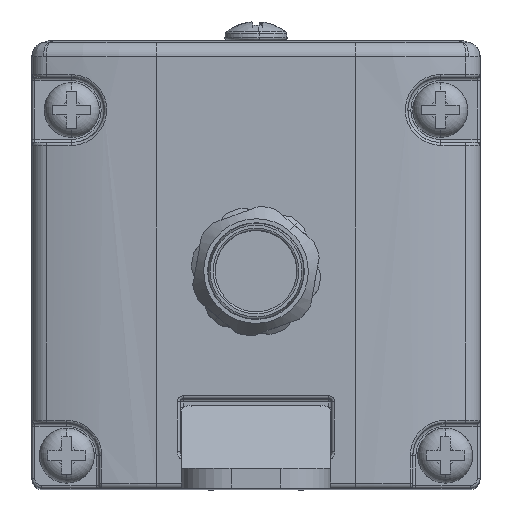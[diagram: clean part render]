
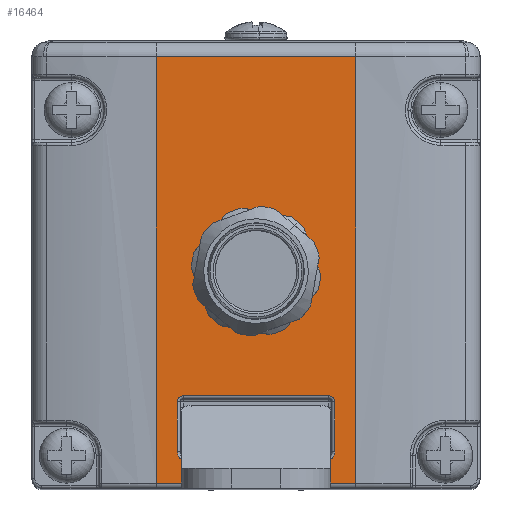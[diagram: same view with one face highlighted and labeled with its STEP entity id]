
A CAD part, top view. The second image highlights one B-rep face of the part: STEP entity #16464.
In plain terms, the highlighted planar face has unit normal (0, 0, 1).
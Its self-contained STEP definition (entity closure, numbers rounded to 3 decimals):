
#281 = VERTEX_POINT ( 'NONE', #10383 ) ;
#287 = VECTOR ( 'NONE', #27774, 1000. ) ;
#431 = VERTEX_POINT ( 'NONE', #26162 ) ;
#675 = DIRECTION ( 'NONE',  ( 1., 0., 0. ) ) ;
#1641 = AXIS2_PLACEMENT_3D ( 'NONE', #30221, #8771, #8459 ) ;
#1890 = EDGE_CURVE ( 'NONE', #11877, #30783, #17401, .T. ) ;
#1913 = DIRECTION ( 'NONE',  ( 0., -1., 0. ) ) ;
#1991 = DIRECTION ( 'NONE',  ( 0., 0., -1. ) ) ;
#2302 = EDGE_CURVE ( 'NONE', #19677, #5232, #26232, .T. ) ;
#2715 = EDGE_CURVE ( 'NONE', #24268, #22774, #26786, .T. ) ;
#2950 = DIRECTION ( 'NONE',  ( -1., 0., 0. ) ) ;
#3173 = EDGE_CURVE ( 'NONE', #25967, #19677, #5279, .T. ) ;
#3968 = CIRCLE ( 'NONE', #21485, 5.3 ) ;
#5232 = VERTEX_POINT ( 'NONE', #7965 ) ;
#5279 = LINE ( 'NONE', #24408, #11910 ) ;
#5320 = CARTESIAN_POINT ( 'NONE',  ( 7.3, -13.2, 7. ) ) ;
#5810 = CARTESIAN_POINT ( 'NONE',  ( -7.651, -19.624, 7. ) ) ;
#5934 = VECTOR ( 'NONE', #1913, 1000. ) ;
#6321 = VECTOR ( 'NONE', #21953, 1000. ) ;
#6711 = ORIENTED_EDGE ( 'NONE', *, *, #22878, .T. ) ;
#7214 = EDGE_CURVE ( 'NONE', #22774, #30609, #15127, .T. ) ;
#7564 = CARTESIAN_POINT ( 'NONE',  ( 0., 0., 7. ) ) ;
#7936 = CARTESIAN_POINT ( 'NONE',  ( 7.9, 0., 7. ) ) ;
#7965 = CARTESIAN_POINT ( 'NONE',  ( -7.9, -18.776, 7. ) ) ;
#8021 = DIRECTION ( 'NONE',  ( -1., 0., 0. ) ) ;
#8349 = ORIENTED_EDGE ( 'NONE', *, *, #2302, .T. ) ;
#8459 = DIRECTION ( 'NONE',  ( 1., 0., 0. ) ) ;
#8771 = DIRECTION ( 'NONE',  ( 0., 0., -1. ) ) ;
#8835 = VERTEX_POINT ( 'NONE', #17672 ) ;
#8971 = CARTESIAN_POINT ( 'NONE',  ( 7.3, -19.624, 7. ) ) ;
#9019 = CARTESIAN_POINT ( 'NONE',  ( 7.9, -18.776, 7. ) ) ;
#9995 = ORIENTED_EDGE ( 'NONE', *, *, #25693, .T. ) ;
#10002 = ORIENTED_EDGE ( 'NONE', *, *, #7214, .T. ) ;
#10138 = CARTESIAN_POINT ( 'NONE',  ( -7.9, -13.8, 7. ) ) ;
#10376 = DIRECTION ( 'NONE',  ( 0., 0., 1. ) ) ;
#10383 = CARTESIAN_POINT ( 'NONE',  ( -10., -22., 7. ) ) ;
#11111 = LINE ( 'NONE', #25836, #12831 ) ;
#11370 = CARTESIAN_POINT ( 'NONE',  ( -7.3, -13.8, 7. ) ) ;
#11534 = DIRECTION ( 'NONE',  ( 1., 0., 0. ) ) ;
#11877 = VERTEX_POINT ( 'NONE', #21181 ) ;
#11909 = LINE ( 'NONE', #16626, #5934 ) ;
#11910 = VECTOR ( 'NONE', #2950, 1000. ) ;
#12175 = ORIENTED_EDGE ( 'NONE', *, *, #18320, .T. ) ;
#12831 = VECTOR ( 'NONE', #20673, 1000. ) ;
#13312 = ORIENTED_EDGE ( 'NONE', *, *, #29765, .T. ) ;
#13640 = DIRECTION ( 'NONE',  ( 0., 0., -1. ) ) ;
#13818 = EDGE_LOOP ( 'NONE', ( #28107, #13312 ) ) ;
#13962 = CARTESIAN_POINT ( 'NONE',  ( -7.3, -19.624, 7. ) ) ;
#14602 = VERTEX_POINT ( 'NONE', #24067 ) ;
#14916 = CARTESIAN_POINT ( 'NONE',  ( -7.9, -19.273, 7. ) ) ;
#15030 = CARTESIAN_POINT ( 'NONE',  ( 0., -0.7, 7. ) ) ;
#15127 = CIRCLE ( 'NONE', #1641, 0.6 ) ;
#15133 = DIRECTION ( 'NONE',  ( 0., -1., 0. ) ) ;
#15328 = DIRECTION ( 'NONE',  ( 1., 0., 0. ) ) ;
#15989 = CARTESIAN_POINT ( 'NONE',  ( 7.9, -13.8, 7. ) ) ;
#16005 = ORIENTED_EDGE ( 'NONE', *, *, #3173, .T. ) ;
#16158 = CARTESIAN_POINT ( 'NONE',  ( 0., -0.7, 7. ) ) ;
#16206 = VERTEX_POINT ( 'NONE', #24986 ) ;
#16464 = ADVANCED_FACE ( 'NONE', ( #20090, #19480, #24645 ), #29321, .T. ) ;
#16626 = CARTESIAN_POINT ( 'NONE',  ( 10., 22.5, 7. ) ) ;
#16772 = ORIENTED_EDGE ( 'NONE', *, *, #24635, .T. ) ;
#17401 = CIRCLE ( 'NONE', #24394, 5.3 ) ;
#17672 = CARTESIAN_POINT ( 'NONE',  ( -7.9, -13.8, 7. ) ) ;
#17890 = CARTESIAN_POINT ( 'NONE',  ( -7.3, -19.624, 7. ) ) ;
#18320 = EDGE_CURVE ( 'NONE', #25315, #25967, #19266, .T. ) ;
#19266 =( BOUNDED_CURVE ( )  B_SPLINE_CURVE ( 3, ( #9019, #23112, #25625, #25938 ),
 .UNSPECIFIED., .F., .T. ) 
 B_SPLINE_CURVE_WITH_KNOTS ( ( 4, 4 ),
 ( 1.571, 3.142 ),
 .UNSPECIFIED. ) 
 CURVE ( )  GEOMETRIC_REPRESENTATION_ITEM ( )  RATIONAL_B_SPLINE_CURVE ( ( 1., 0.805, 0.805, 1. ) ) 
 REPRESENTATION_ITEM ( '' )  );
#19381 = VECTOR ( 'NONE', #22654, 1000. ) ;
#19437 = ORIENTED_EDGE ( 'NONE', *, *, #23138, .T. ) ;
#19480 = FACE_BOUND ( 'NONE', #13818, .T. ) ;
#19558 = ORIENTED_EDGE ( 'NONE', *, *, #21790, .T. ) ;
#19666 = CARTESIAN_POINT ( 'NONE',  ( 7.9, -18.776, 7. ) ) ;
#19677 = VERTEX_POINT ( 'NONE', #13962 ) ;
#19931 = CARTESIAN_POINT ( 'NONE',  ( 0., 20.849, 7. ) ) ;
#20090 = FACE_BOUND ( 'NONE', #21750, .T. ) ;
#20353 = DIRECTION ( 'NONE',  ( 0., 0., -1. ) ) ;
#20673 = DIRECTION ( 'NONE',  ( 0., -1., 0. ) ) ;
#20709 = CARTESIAN_POINT ( 'NONE',  ( -7.3, -13.2, 7. ) ) ;
#21181 = CARTESIAN_POINT ( 'NONE',  ( 5.3, -0.7, 7. ) ) ;
#21326 = CARTESIAN_POINT ( 'NONE',  ( -5.3, -0.7, 7. ) ) ;
#21485 = AXIS2_PLACEMENT_3D ( 'NONE', #16158, #13640, #25722 ) ;
#21750 = EDGE_LOOP ( 'NONE', ( #27720, #19437, #23168, #10002, #6711, #12175, #16005, #8349 ) ) ;
#21790 = EDGE_CURVE ( 'NONE', #281, #16206, #28247, .T. ) ;
#21953 = DIRECTION ( 'NONE',  ( 1., 0., 0. ) ) ;
#22654 = DIRECTION ( 'NONE',  ( 0., 1., 0. ) ) ;
#22774 = VERTEX_POINT ( 'NONE', #28629 ) ;
#22844 = VECTOR ( 'NONE', #15133, 1000. ) ;
#22878 = EDGE_CURVE ( 'NONE', #30609, #25315, #26883, .T. ) ;
#23108 = AXIS2_PLACEMENT_3D ( 'NONE', #7564, #10376, #675 ) ;
#23112 = CARTESIAN_POINT ( 'NONE',  ( 7.9, -19.273, 7. ) ) ;
#23138 = EDGE_CURVE ( 'NONE', #8835, #24268, #27857, .T. ) ;
#23168 = ORIENTED_EDGE ( 'NONE', *, *, #2715, .T. ) ;
#23837 = EDGE_CURVE ( 'NONE', #5232, #8835, #25008, .T. ) ;
#24067 = CARTESIAN_POINT ( 'NONE',  ( 10., 20.849, 7. ) ) ;
#24137 = ORIENTED_EDGE ( 'NONE', *, *, #29760, .F. ) ;
#24268 = VERTEX_POINT ( 'NONE', #20709 ) ;
#24394 = AXIS2_PLACEMENT_3D ( 'NONE', #15030, #20353, #15328 ) ;
#24408 = CARTESIAN_POINT ( 'NONE',  ( -7.3, -19.624, 7. ) ) ;
#24635 = EDGE_CURVE ( 'NONE', #431, #281, #11111, .T. ) ;
#24645 = FACE_OUTER_BOUND ( 'NONE', #29820, .T. ) ;
#24986 = CARTESIAN_POINT ( 'NONE',  ( 10., -22., 7. ) ) ;
#25008 = LINE ( 'NONE', #10138, #19381 ) ;
#25315 = VERTEX_POINT ( 'NONE', #19666 ) ;
#25625 = CARTESIAN_POINT ( 'NONE',  ( 7.651, -19.624, 7. ) ) ;
#25693 = EDGE_CURVE ( 'NONE', #14602, #431, #29620, .T. ) ;
#25722 = DIRECTION ( 'NONE',  ( 1., 0., 0. ) ) ;
#25836 = CARTESIAN_POINT ( 'NONE',  ( -10., 22.5, 7. ) ) ;
#25938 = CARTESIAN_POINT ( 'NONE',  ( 7.3, -19.624, 7. ) ) ;
#25967 = VERTEX_POINT ( 'NONE', #8971 ) ;
#26162 = CARTESIAN_POINT ( 'NONE',  ( -10., 20.849, 7. ) ) ;
#26232 =( BOUNDED_CURVE ( )  B_SPLINE_CURVE ( 3, ( #17890, #5810, #14916, #29774 ),
 .UNSPECIFIED., .F., .T. ) 
 B_SPLINE_CURVE_WITH_KNOTS ( ( 4, 4 ),
 ( 0., 1.571 ),
 .UNSPECIFIED. ) 
 CURVE ( )  GEOMETRIC_REPRESENTATION_ITEM ( )  RATIONAL_B_SPLINE_CURVE ( ( 1., 0.805, 0.805, 1. ) ) 
 REPRESENTATION_ITEM ( '' )  );
#26786 = LINE ( 'NONE', #5320, #6321 ) ;
#26862 = AXIS2_PLACEMENT_3D ( 'NONE', #11370, #1991, #11534 ) ;
#26883 = LINE ( 'NONE', #7936, #22844 ) ;
#27720 = ORIENTED_EDGE ( 'NONE', *, *, #23837, .T. ) ;
#27774 = DIRECTION ( 'NONE',  ( 1., 0., 0. ) ) ;
#27857 = CIRCLE ( 'NONE', #26862, 0.6 ) ;
#28100 = CARTESIAN_POINT ( 'NONE',  ( 10., -22., 7. ) ) ;
#28107 = ORIENTED_EDGE ( 'NONE', *, *, #1890, .T. ) ;
#28247 = LINE ( 'NONE', #28100, #287 ) ;
#28629 = CARTESIAN_POINT ( 'NONE',  ( 7.3, -13.2, 7. ) ) ;
#29321 = PLANE ( 'NONE',  #23108 ) ;
#29620 = LINE ( 'NONE', #19931, #29876 ) ;
#29760 = EDGE_CURVE ( 'NONE', #14602, #16206, #11909, .T. ) ;
#29765 = EDGE_CURVE ( 'NONE', #30783, #11877, #3968, .T. ) ;
#29774 = CARTESIAN_POINT ( 'NONE',  ( -7.9, -18.776, 7. ) ) ;
#29820 = EDGE_LOOP ( 'NONE', ( #16772, #19558, #24137, #9995 ) ) ;
#29876 = VECTOR ( 'NONE', #8021, 1000. ) ;
#30221 = CARTESIAN_POINT ( 'NONE',  ( 7.3, -13.8, 7. ) ) ;
#30609 = VERTEX_POINT ( 'NONE', #15989 ) ;
#30783 = VERTEX_POINT ( 'NONE', #21326 ) ;
